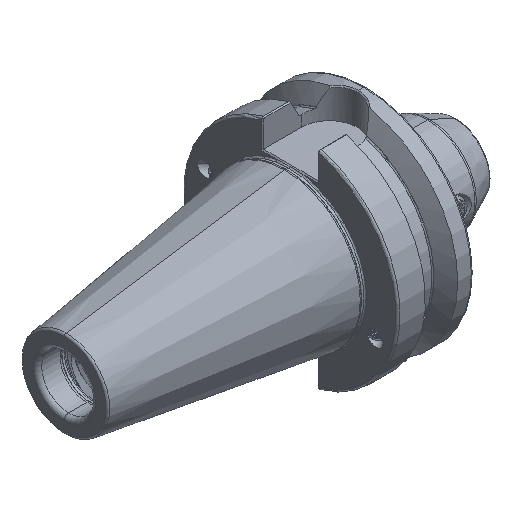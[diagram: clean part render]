
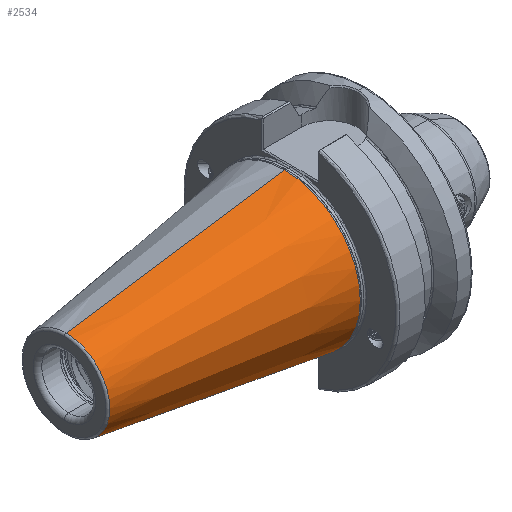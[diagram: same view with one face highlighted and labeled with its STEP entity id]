
A CAD part, isometric view. The second image highlights one B-rep face of the part: STEP entity #2534.
In plain terms, the highlighted conical face has half-angle 8.297 degrees and reference radius 34.998 mm.
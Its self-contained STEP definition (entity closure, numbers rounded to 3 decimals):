
#328 = CARTESIAN_POINT ( 'NONE',  ( -2.5, 0., 0. ) ) ;
#341 = DIRECTION ( 'NONE',  ( 1., 0., 0. ) ) ;
#345 = DIRECTION ( 'NONE',  ( 0., 0., -1. ) ) ;
#899 = DIRECTION ( 'NONE',  ( 1., 0., 0. ) ) ;
#924 = CARTESIAN_POINT ( 'NONE',  ( -103.944, 0., 0. ) ) ;
#991 = DIRECTION ( 'NONE',  ( 0., 0., -1. ) ) ;
#2534 = ADVANCED_FACE ( 'NONE', ( #11934 ), #11917, .T. ) ;
#2880 = CARTESIAN_POINT ( 'NONE',  ( -2.5, 0., 0. ) ) ;
#2900 = DIRECTION ( 'NONE',  ( 0., 0., -1. ) ) ;
#2903 = DIRECTION ( 'NONE',  ( 1., 0., 0. ) ) ;
#3920 = EDGE_CURVE ( 'NONE', #5294, #5232, #11991, .T. ) ;
#3935 = EDGE_CURVE ( 'NONE', #5179, #5250, #12015, .T. ) ;
#4143 = EDGE_CURVE ( 'NONE', #5232, #5250, #12167, .T. ) ;
#4144 = EDGE_CURVE ( 'NONE', #5294, #5179, #12166, .T. ) ;
#5179 = VERTEX_POINT ( 'NONE', #10193 ) ;
#5232 = VERTEX_POINT ( 'NONE', #10200 ) ;
#5250 = VERTEX_POINT ( 'NONE', #10194 ) ;
#5294 = VERTEX_POINT ( 'NONE', #10290 ) ;
#5692 = ORIENTED_EDGE ( 'NONE', *, *, #4144, .F. ) ;
#5709 = ORIENTED_EDGE ( 'NONE', *, *, #3935, .F. ) ;
#5711 = ORIENTED_EDGE ( 'NONE', *, *, #3920, .T. ) ;
#5724 = ORIENTED_EDGE ( 'NONE', *, *, #4143, .T. ) ;
#10193 = CARTESIAN_POINT ( 'NONE',  ( -2.5, 0., 34.998 ) ) ;
#10194 = CARTESIAN_POINT ( 'NONE',  ( -2.5, 0., -34.998 ) ) ;
#10200 = CARTESIAN_POINT ( 'NONE',  ( -103.944, 0., -20.204 ) ) ;
#10290 = CARTESIAN_POINT ( 'NONE',  ( -103.944, 0., 20.204 ) ) ;
#11917 = CONICAL_SURFACE ( 'NONE', #19442, 34.998, 0.145 ) ;
#11934 = FACE_OUTER_BOUND ( 'NONE', #16026, .T. ) ;
#11991 = CIRCLE ( 'NONE', #19132, 20.204 ) ;
#12015 = CIRCLE ( 'NONE', #19140, 34.998 ) ;
#12166 = LINE ( 'NONE', #13948, #12187 ) ;
#12167 = LINE ( 'NONE', #13938, #12170 ) ;
#12170 = VECTOR ( 'NONE', #13926, 1000. ) ;
#12187 = VECTOR ( 'NONE', #13929, 1000. ) ;
#13926 = DIRECTION ( 'NONE',  ( 0.99, 0., -0.144 ) ) ;
#13929 = DIRECTION ( 'NONE',  ( 0.99, 0., 0.144 ) ) ;
#13938 = CARTESIAN_POINT ( 'NONE',  ( -2.5, 0., -34.998 ) ) ;
#13948 = CARTESIAN_POINT ( 'NONE',  ( -2.5, 0., 34.998 ) ) ;
#16026 = EDGE_LOOP ( 'NONE', ( #5692, #5711, #5724, #5709 ) ) ;
#19132 = AXIS2_PLACEMENT_3D ( 'NONE', #924, #899, #991 ) ;
#19140 = AXIS2_PLACEMENT_3D ( 'NONE', #2880, #2903, #2900 ) ;
#19442 = AXIS2_PLACEMENT_3D ( 'NONE', #328, #341, #345 ) ;
